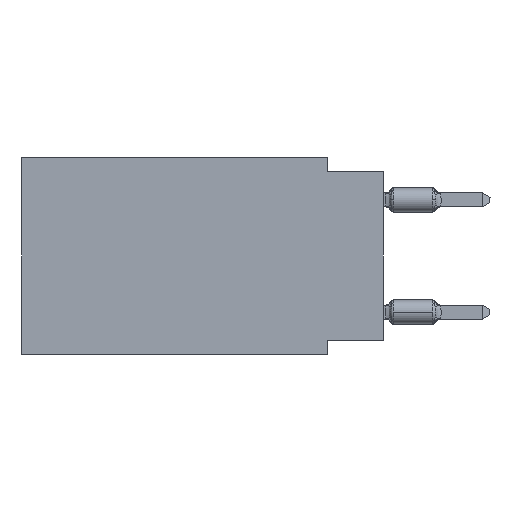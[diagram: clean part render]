
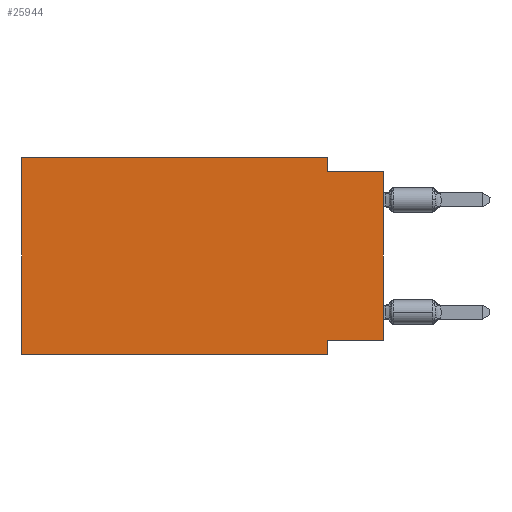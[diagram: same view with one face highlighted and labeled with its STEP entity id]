
A CAD part, left-side view. The second image highlights one B-rep face of the part: STEP entity #25944.
In plain terms, the highlighted planar face has unit normal (-1, 0, 0).
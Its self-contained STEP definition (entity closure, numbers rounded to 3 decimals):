
#2818 = CARTESIAN_POINT ( 'NONE',  ( 0., 0., 0. ) ) ;
#3374 = CARTESIAN_POINT ( 'NONE',  ( 0., 16.383, 0. ) ) ;
#3428 = CARTESIAN_POINT ( 'NONE',  ( 0., 16.383, 0. ) ) ;
#3599 = CARTESIAN_POINT ( 'NONE',  ( 0., 2.54, -8.89 ) ) ;
#3721 = CARTESIAN_POINT ( 'NONE',  ( 0., 0., -8.255 ) ) ;
#3831 = DIRECTION ( 'NONE',  ( 0., 0., 1. ) ) ;
#5127 = AXIS2_PLACEMENT_3D ( 'NONE', #3374, #15651, #5994 ) ;
#5994 = DIRECTION ( 'NONE',  ( 0., 0., -1. ) ) ;
#6185 = ORIENTED_EDGE ( 'NONE', *, *, #17559, .F. ) ;
#6220 = CARTESIAN_POINT ( 'NONE',  ( 0., 2.54, -8.89 ) ) ;
#7411 = ORIENTED_EDGE ( 'NONE', *, *, #23091, .T. ) ;
#7634 = EDGE_CURVE ( 'NONE', #8745, #16445, #32825, .T. ) ;
#7879 = VERTEX_POINT ( 'NONE', #16317 ) ;
#7895 = DIRECTION ( 'NONE',  ( 0., -1., 0. ) ) ;
#8745 = VERTEX_POINT ( 'NONE', #22666 ) ;
#8765 = VECTOR ( 'NONE', #9038, 1000. ) ;
#9006 = FACE_OUTER_BOUND ( 'NONE', #12860, .T. ) ;
#9038 = DIRECTION ( 'NONE',  ( 0., 0., 1. ) ) ;
#9151 = VERTEX_POINT ( 'NONE', #10505 ) ;
#9916 = ORIENTED_EDGE ( 'NONE', *, *, #35451, .F. ) ;
#10052 = CARTESIAN_POINT ( 'NONE',  ( 0., 16.383, 0. ) ) ;
#10505 = CARTESIAN_POINT ( 'NONE',  ( 0., 2.54, 0. ) ) ;
#10895 = EDGE_CURVE ( 'NONE', #8745, #29385, #13867, .T. ) ;
#11315 = LINE ( 'NONE', #35485, #34882 ) ;
#11372 = LINE ( 'NONE', #23684, #29815 ) ;
#12597 = ORIENTED_EDGE ( 'NONE', *, *, #23963, .F. ) ;
#12860 = EDGE_LOOP ( 'NONE', ( #7411, #30672, #12597, #6185, #30907, #15633, #9916, #32062 ) ) ;
#13867 = LINE ( 'NONE', #29169, #18098 ) ;
#14615 = VECTOR ( 'NONE', #30633, 1000. ) ;
#15633 = ORIENTED_EDGE ( 'NONE', *, *, #10895, .T. ) ;
#15651 = DIRECTION ( 'NONE',  ( 1., 0., 0. ) ) ;
#15728 = CARTESIAN_POINT ( 'NONE',  ( 0., 0., -0.635 ) ) ;
#16313 = CARTESIAN_POINT ( 'NONE',  ( 0., 2.54, -8.255 ) ) ;
#16317 = CARTESIAN_POINT ( 'NONE',  ( 0., 2.54, -0.635 ) ) ;
#16445 = VERTEX_POINT ( 'NONE', #3428 ) ;
#17559 = EDGE_CURVE ( 'NONE', #16445, #9151, #36847, .T. ) ;
#18098 = VECTOR ( 'NONE', #23148, 1000. ) ;
#18131 = LINE ( 'NONE', #2818, #8765 ) ;
#18320 = LINE ( 'NONE', #6220, #29128 ) ;
#21326 = PLANE ( 'NONE',  #5127 ) ;
#21510 = VERTEX_POINT ( 'NONE', #16313 ) ;
#22666 = CARTESIAN_POINT ( 'NONE',  ( 0., 16.383, -8.89 ) ) ;
#23091 = EDGE_CURVE ( 'NONE', #33493, #28885, #18131, .T. ) ;
#23148 = DIRECTION ( 'NONE',  ( 0., -1., 0. ) ) ;
#23684 = CARTESIAN_POINT ( 'NONE',  ( 0., 0., -8.255 ) ) ;
#23963 = EDGE_CURVE ( 'NONE', #9151, #7879, #24623, .T. ) ;
#24623 = LINE ( 'NONE', #31424, #14615 ) ;
#24995 = EDGE_CURVE ( 'NONE', #33493, #21510, #11372, .T. ) ;
#25944 = ADVANCED_FACE ( 'NONE', ( #9006 ), #21326, .F. ) ;
#27806 = CARTESIAN_POINT ( 'NONE',  ( 0., 16.383, 0. ) ) ;
#28885 = VERTEX_POINT ( 'NONE', #15728 ) ;
#29128 = VECTOR ( 'NONE', #30761, 1000. ) ;
#29169 = CARTESIAN_POINT ( 'NONE',  ( 0., 16.383, -8.89 ) ) ;
#29385 = VERTEX_POINT ( 'NONE', #3599 ) ;
#29815 = VECTOR ( 'NONE', #33106, 1000. ) ;
#29962 = EDGE_CURVE ( 'NONE', #7879, #28885, #11315, .T. ) ;
#30602 = DIRECTION ( 'NONE',  ( 0., -1., 0. ) ) ;
#30633 = DIRECTION ( 'NONE',  ( 0., 0., -1. ) ) ;
#30672 = ORIENTED_EDGE ( 'NONE', *, *, #29962, .F. ) ;
#30761 = DIRECTION ( 'NONE',  ( 0., 0., -1. ) ) ;
#30907 = ORIENTED_EDGE ( 'NONE', *, *, #7634, .F. ) ;
#31424 = CARTESIAN_POINT ( 'NONE',  ( 0., 2.54, 0. ) ) ;
#32062 = ORIENTED_EDGE ( 'NONE', *, *, #24995, .F. ) ;
#32825 = LINE ( 'NONE', #27806, #39459 ) ;
#33106 = DIRECTION ( 'NONE',  ( 0., 1., 0. ) ) ;
#33493 = VERTEX_POINT ( 'NONE', #3721 ) ;
#34882 = VECTOR ( 'NONE', #7895, 1000. ) ;
#35451 = EDGE_CURVE ( 'NONE', #21510, #29385, #18320, .T. ) ;
#35485 = CARTESIAN_POINT ( 'NONE',  ( 0., 0., -0.635 ) ) ;
#35655 = VECTOR ( 'NONE', #30602, 1000. ) ;
#36847 = LINE ( 'NONE', #10052, #35655 ) ;
#39459 = VECTOR ( 'NONE', #3831, 1000. ) ;
